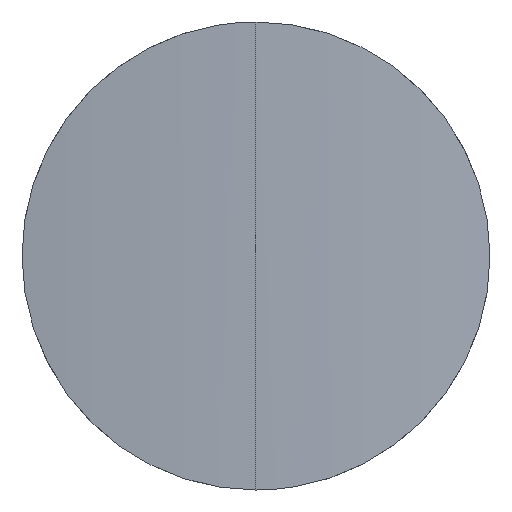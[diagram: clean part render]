
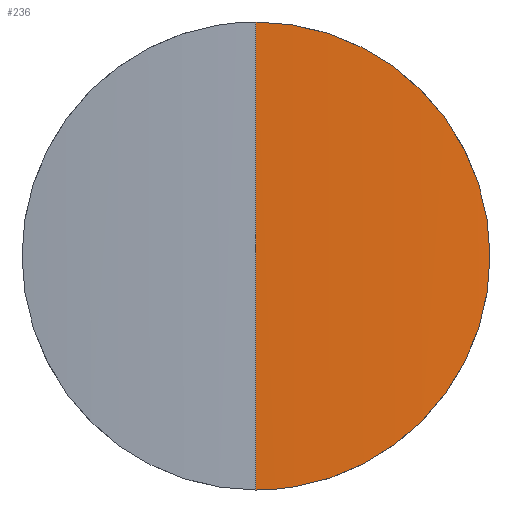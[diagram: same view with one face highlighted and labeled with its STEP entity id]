
A CAD part, left-side view. The second image highlights one B-rep face of the part: STEP entity #236.
In plain terms, the highlighted cylindrical face has radius 51.21 mm (diameter 102.42 mm), a partial arc.
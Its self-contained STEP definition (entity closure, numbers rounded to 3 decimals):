
#7 = CARTESIAN_POINT ( 'NONE',  ( 0., 0., 12.5 ) ) ;
#13 = CARTESIAN_POINT ( 'NONE',  ( 0., 0., 12.5 ) ) ;
#14 = ORIENTED_EDGE ( 'NONE', *, *, #22, .T. ) ;
#15 = CARTESIAN_POINT ( 'NONE',  ( 0.383, -6.25, 5.837 ) ) ;
#17 = CARTESIAN_POINT ( 'NONE',  ( 0.005, -0.822, 0.041 ) ) ;
#22 = EDGE_CURVE ( 'NONE', #279, #299, #175, .T. ) ;
#38 = CARTESIAN_POINT ( 'NONE',  ( 0.074, -2.771, 11.867 ) ) ;
#40 = CARTESIAN_POINT ( 'NONE',  ( 0.358, -6.041, 4.634 ) ) ;
#43 = CARTESIAN_POINT ( 'NONE',  ( 0.378, -6.209, 7.071 ) ) ;
#46 = CARTESIAN_POINT ( 'NONE',  ( 0.378, -6.209, 5.431 ) ) ;
#49 = CARTESIAN_POINT ( 'NONE',  ( 0.025, -1.616, 12.291 ) ) ;
#71 = CARTESIAN_POINT ( 'NONE',  ( 0.019, -1.418, 12.34 ) ) ;
#76 = CARTESIAN_POINT ( 'NONE',  ( 0.065, -2.586, 0.556 ) ) ;
#83 = DIRECTION ( 'NONE',  ( -1., 0., 0. ) ) ;
#93 = CARTESIAN_POINT ( 'NONE',  ( 0.166, -4.13, 10.959 ) ) ;
#95 = CARTESIAN_POINT ( 'NONE',  ( 0.383, -6.25, 6.663 ) ) ;
#99 = CARTESIAN_POINT ( 'NONE',  ( 0.075, -2.77, 0.644 ) ) ;
#119 = CARTESIAN_POINT ( 'NONE',  ( 0.039, -2.009, 12.172 ) ) ;
#122 = DIRECTION ( 'NONE',  ( 0., 0., -1. ) ) ;
#124 = EDGE_LOOP ( 'NONE', ( #253, #14 ) ) ;
#125 = CARTESIAN_POINT ( 'NONE',  ( 0.344, -5.928, 8.273 ) ) ;
#127 = CARTESIAN_POINT ( 'NONE',  ( 0., -0.413, 0. ) ) ;
#129 = DIRECTION ( 'NONE',  ( 0., 0., -1. ) ) ;
#149 = CARTESIAN_POINT ( 'NONE',  ( 0.309, -5.617, 3.479 ) ) ;
#150 = CARTESIAN_POINT ( 'NONE',  ( 0.216, -4.709, 2.12 ) ) ;
#152 = CARTESIAN_POINT ( 'NONE',  ( 0.039, -2.023, 0.322 ) ) ;
#175 = LINE ( 'NONE', #7, #272 ) ;
#176 = CARTESIAN_POINT ( 'NONE',  ( 0.358, -6.048, 7.879 ) ) ;
#196 = CARTESIAN_POINT ( 'NONE',  ( 0., 0., 12.5 ) ) ;
#199 = B_SPLINE_CURVE_WITH_KNOTS ( 'NONE', 3,
 ( #13, #286, #328, #71, #49, #119, #304, #38, #282, #325, #93, #210, #284, #205, #300, #252, #228, #125, #176, #43, #95, #15, #46, #280, #40, #333, #232, #149, #255, #307, #150, #256, #230, #331, #208, #99, #76, #152, #258, #17, #127, #234 ),
 .UNSPECIFIED., .F., .F.,
 ( 4, 2, 2, 2, 2, 2, 2, 2, 2, 2, 2, 2, 2, 2, 2, 2, 2, 2, 2, 2, 4 ),
 ( -0.01, -0.009, -0.008, -0.007, -0.006, -0.005, -0.004, -0.003, -0.002, -0.001, 0., 0.001, 0.002, 0.002, 0.004, 0.005, 0.006, 0.007, 0.007, 0.009, 0.01 ),
 .UNSPECIFIED. ) ;
#201 = AXIS2_PLACEMENT_3D ( 'NONE', #339, #129, #83 ) ;
#205 = CARTESIAN_POINT ( 'NONE',  ( 0.276, -5.307, 9.557 ) ) ;
#208 = CARTESIAN_POINT ( 'NONE',  ( 0.095, -3.13, 0.836 ) ) ;
#210 = CARTESIAN_POINT ( 'NONE',  ( 0.216, -4.706, 10.383 ) ) ;
#228 = CARTESIAN_POINT ( 'NONE',  ( 0.317, -5.694, 8.836 ) ) ;
#230 = CARTESIAN_POINT ( 'NONE',  ( 0.141, -3.819, 1.286 ) ) ;
#232 = CARTESIAN_POINT ( 'NONE',  ( 0.335, -5.852, 4.046 ) ) ;
#234 = CARTESIAN_POINT ( 'NONE',  ( 0., 0., 0. ) ) ;
#236 = ADVANCED_FACE ( 'NONE', ( #240 ), #283, .T. ) ;
#240 = FACE_OUTER_BOUND ( 'NONE', #124, .T. ) ;
#252 = CARTESIAN_POINT ( 'NONE',  ( 0.308, -5.606, 9.02 ) ) ;
#253 = ORIENTED_EDGE ( 'NONE', *, *, #326, .F. ) ;
#255 = CARTESIAN_POINT ( 'NONE',  ( 0.288, -5.425, 3.12 ) ) ;
#256 = CARTESIAN_POINT ( 'NONE',  ( 0.166, -4.133, 1.544 ) ) ;
#258 = CARTESIAN_POINT ( 'NONE',  ( 0.024, -1.629, 0.202 ) ) ;
#272 = VECTOR ( 'NONE', #122, 1000. ) ;
#279 = VERTEX_POINT ( 'NONE', #196 ) ;
#280 = CARTESIAN_POINT ( 'NONE',  ( 0.363, -6.09, 4.832 ) ) ;
#282 = CARTESIAN_POINT ( 'NONE',  ( 0.095, -3.13, 11.675 ) ) ;
#283 = CYLINDRICAL_SURFACE ( 'NONE', #201, 51.21 ) ;
#284 = CARTESIAN_POINT ( 'NONE',  ( 0.241, -4.964, 10.069 ) ) ;
#286 = CARTESIAN_POINT ( 'NONE',  ( 0., -0.413, 12.5 ) ) ;
#299 = VERTEX_POINT ( 'NONE', #309 ) ;
#300 = CARTESIAN_POINT ( 'NONE',  ( 0.287, -5.414, 9.38 ) ) ;
#304 = CARTESIAN_POINT ( 'NONE',  ( 0.047, -2.204, 12.102 ) ) ;
#307 = CARTESIAN_POINT ( 'NONE',  ( 0.241, -4.972, 2.441 ) ) ;
#309 = CARTESIAN_POINT ( 'NONE',  ( 0., 0., 0. ) ) ;
#325 = CARTESIAN_POINT ( 'NONE',  ( 0.141, -3.809, 11.222 ) ) ;
#326 = EDGE_CURVE ( 'NONE', #279, #299, #199, .T. ) ;
#328 = CARTESIAN_POINT ( 'NONE',  ( 0.005, -0.819, 12.459 ) ) ;
#331 = CARTESIAN_POINT ( 'NONE',  ( 0.107, -3.307, 0.943 ) ) ;
#333 = CARTESIAN_POINT ( 'NONE',  ( 0.344, -5.922, 4.241 ) ) ;
#339 = CARTESIAN_POINT ( 'NONE',  ( 51.21, 0., 12.5 ) ) ;
